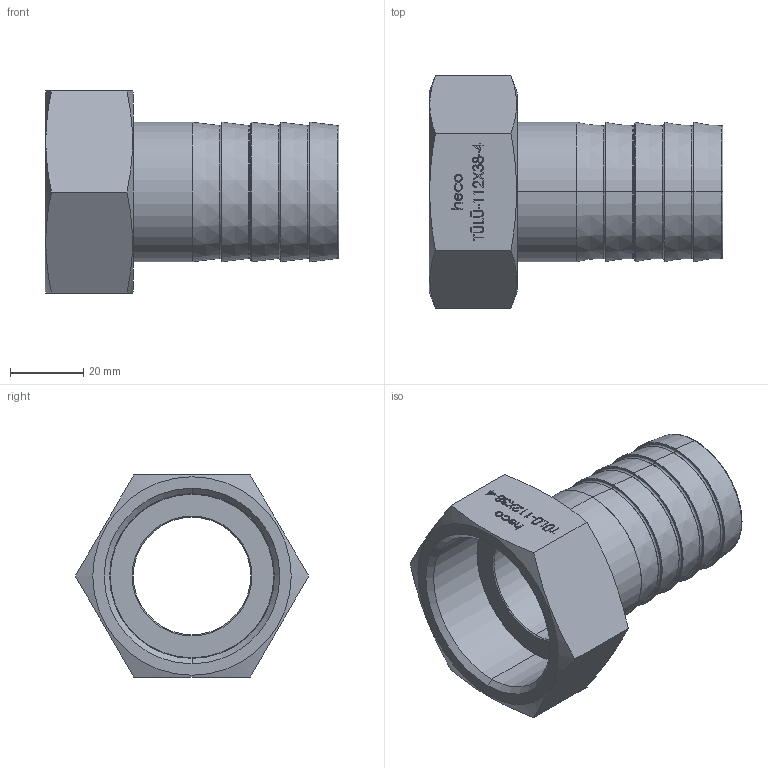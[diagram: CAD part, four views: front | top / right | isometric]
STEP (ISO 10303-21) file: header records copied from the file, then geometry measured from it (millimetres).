
FILE_DESCRIPTION (( 'STEP AP214' ), '1' );
FILE_NAME ('TÜLÜ-112X38-4 Schlauchtülle mit Ü-Mutter heco.STEP', '2018-07-02T12:30:11', ( '' ), ( '' ), 'SwSTEP 2.0', 'SolidWorks 2016', '' );
FILE_SCHEMA (( 'AUTOMOTIVE_DESIGN' ));
Length unit declared in the file: millimetre
Products named in the file (1): TÜLÜ-112X38-4 Schlauchtülle mit Ü-Mutter heco
Bounding box: 80 x 63.51 x 55 mm (x, y, z)
Volume: 45098.5 mm3; surface area: 25653.4 mm2
Topology: 2 solids, 2 shells, 291 faces, 733 edges, 474 vertices
Faces by surface type: plane 131, bspline 102, cone 28, torus 20, cylinder 10
Entity records: 16050 total; most frequent: CARTESIAN_POINT 7305, ORIENTED_EDGE 1466, DIRECTION 981, EDGE_CURVE 733, VERTEX_POINT 474, LINE 425, VECTOR 425, EDGE_LOOP 323
